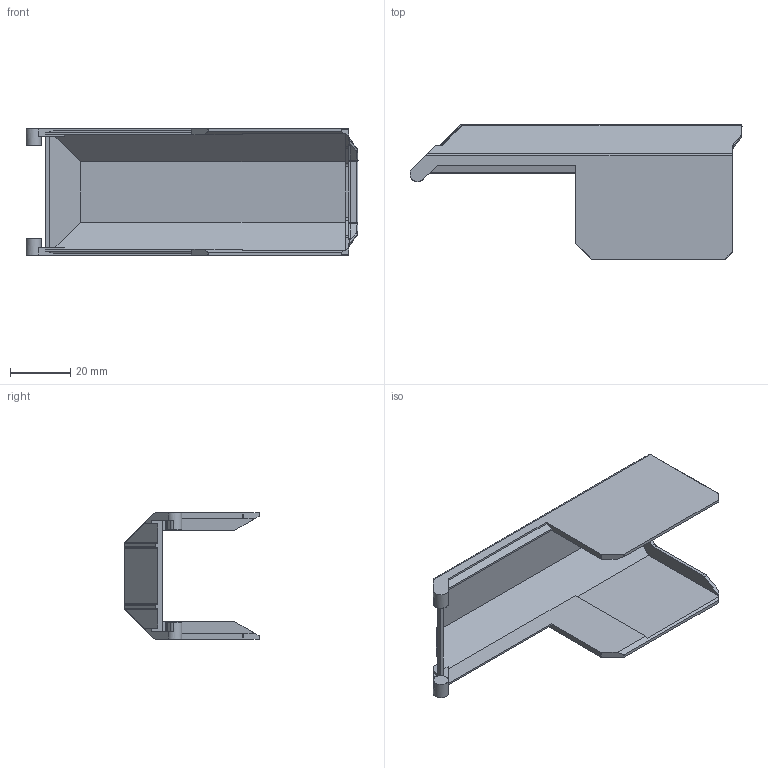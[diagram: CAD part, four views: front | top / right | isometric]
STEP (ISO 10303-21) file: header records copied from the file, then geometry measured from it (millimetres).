
FILE_DESCRIPTION(/* description */ (''),/* implementation_level */ '2;1');
FILE_NAME(/* name */ 'ADH_120_Kundendaten.stp',/* time_stamp */ '2023-08-03T15:44:44+02:00',/* author */ (''),/* organization */ (''),/* preprocessor_version */ 'ST-DEVELOPER v19.3',/* originating_system */ 'SIEMENS PLM Software NX2212.1700',/* authorisation */ '');
FILE_SCHEMA (('AUTOMOTIVE_DESIGN { 1 0 10303 214 3 1 1 1 }'));
Length unit declared in the file: millimetre
Products named in the file (1): ADH_120_Kundendaten
Bounding box: 110.25 x 44.8 x 41.9 mm (x, y, z)
Volume: 14459.5 mm3; surface area: 20280.4 mm2
Topology: 1 solids, 1 shells, 205 faces, 526 edges, 325 vertices
Faces by surface type: plane 88, cylinder 77, bspline 24, sphere 8, torus 8
Entity records: 7190 total; most frequent: CARTESIAN_POINT 2330, ORIENTED_EDGE 1052, DIRECTION 946, EDGE_CURVE 526, VERTEX_POINT 325, LINE 324, VECTOR 324, AXIS2_PLACEMENT_3D 311
